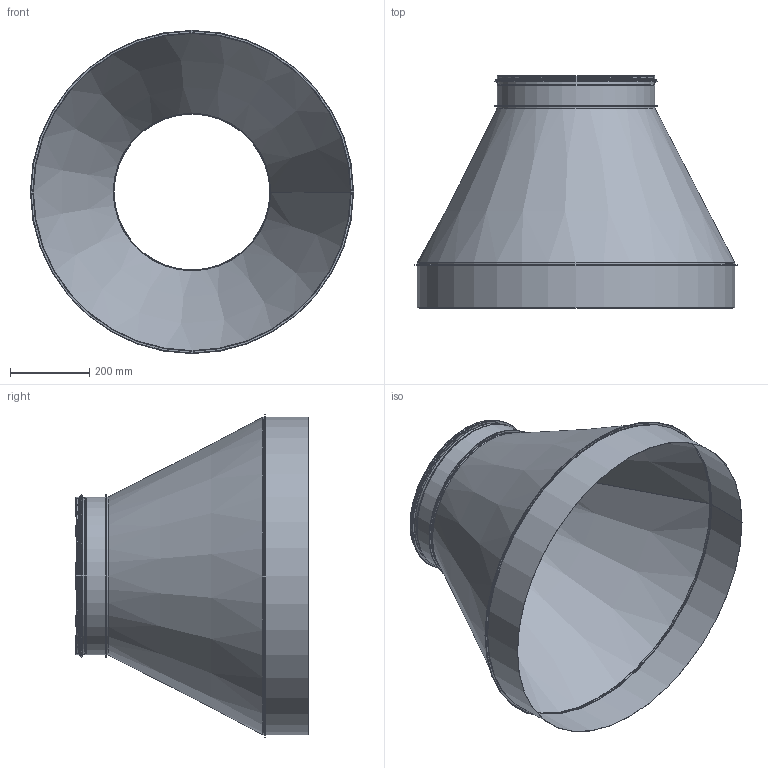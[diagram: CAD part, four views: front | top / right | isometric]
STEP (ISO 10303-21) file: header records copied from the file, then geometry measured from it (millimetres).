
FILE_DESCRIPTION((''),'2;1');
FILE_NAME('HFCM_800-400.stp','2014-02-19T14:12:14',(''),(''),'Autodesk Inventor 2013','Autodesk Inventor 2013','');
FILE_SCHEMA(('AUTOMOTIVE_DESIGN { 1 2 10303 214 0 1 1 1 }'));
Length unit declared in the file: millimetre
Products named in the file (6): HFCM_800-400; MuffMedFals-800; KonFallsadHFCM_800-400; StosMedFals-400; StosMedFalsRörämne-400; 999009
Assembly tree (5 placements, depth 3):
  HFCM_800-400
    MuffMedFals-800
    KonFallsadHFCM_800-400
    StosMedFals-400
      StosMedFalsRörämne-400
      999009
Bounding box: 815.8 x 585.98 x 815.8 mm (x, y, z)
Volume: 778402.1 mm3; surface area: 2665538.7 mm2
Topology: 4 solids, 4 shells, 133 faces, 261 edges, 139 vertices
Faces by surface type: plane 73, torus 30, cylinder 22, cone 8
Full cylindrical faces by diameter (mm): 393 x1, 394 x1, 395.2 x1, 397.6 x1, 397.8 x5, 398.8 x3, 401.8 x1, 404.2 x1, 409.2 x1, 412.8 x1, 800.8 x2, 801.8 x1, 802 x1, 803.8 x1, 813 x1
Entity records: 3581 total; most frequent: DIRECTION 662, CARTESIAN_POINT 530, ORIENTED_EDGE 494, AXIS2_PLACEMENT_3D 271, EDGE_CURVE 247, EDGE_LOOP 152, VERTEX_POINT 139, STYLED_ITEM 137
